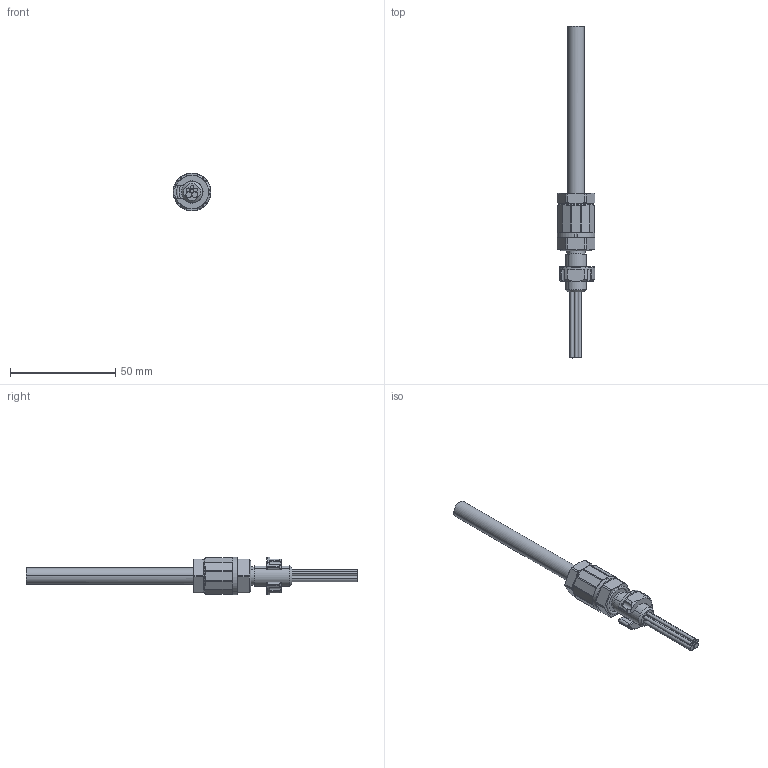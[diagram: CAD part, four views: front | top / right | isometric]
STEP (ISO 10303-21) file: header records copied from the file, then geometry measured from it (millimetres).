
FILE_DESCRIPTION (( 'STEP AP203' ), '1' );
FILE_NAME ('外螺纹函料装配对外.STEP', '2024-09-23T06:43:23', ( '' ), ( '' ), 'SwSTEP 2.0', 'SolidWorks 2022', '' );
FILE_SCHEMA (( 'CONFIG_CONTROL_DESIGN' ));
Length unit declared in the file: millimetre
Products named in the file (1): 外螺纹函料装配对外
Bounding box: 18 x 157.91 x 18 mm (x, y, z)
Volume: 13436.2 mm3; surface area: 6962.6 mm2
Topology: 2 solids, 2 shells, 232 faces, 588 edges, 360 vertices
Faces by surface type: cylinder 89, cone 60, plane 57, torus 14, bspline 12
Entity records: 7474 total; most frequent: CARTESIAN_POINT 1987, ORIENTED_EDGE 1152, DIRECTION 1141, EDGE_CURVE 576, AXIS2_PLACEMENT_3D 482, VERTEX_POINT 360, CIRCLE 261, EDGE_LOOP 244
